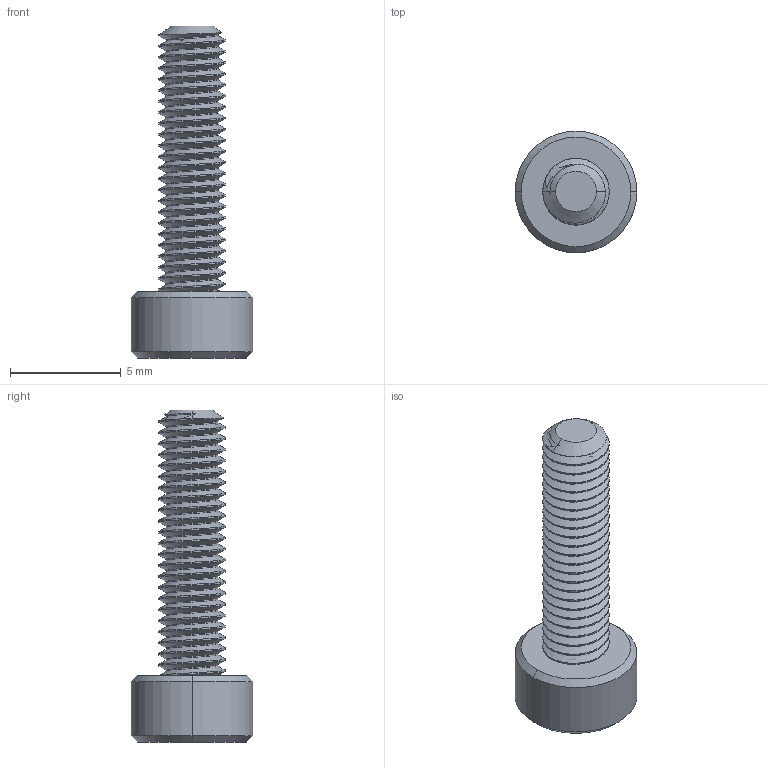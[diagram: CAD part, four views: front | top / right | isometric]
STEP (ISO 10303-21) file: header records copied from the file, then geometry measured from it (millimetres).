
FILE_DESCRIPTION (( 'STEP AP203' ), '1' );
FILE_NAME ('M3 x 0.5mm Thread 12mm LONG SOCKET HEAD CAP SCREW.STEP', '2017-05-07T01:56:01', ( '' ), ( '' ), 'SwSTEP 2.0', 'SolidWorks 2014', '' );
FILE_SCHEMA (( 'CONFIG_CONTROL_DESIGN' ));
Length unit declared in the file: millimetre
Products named in the file (1): M3 x 0.5mm Thread 12mm LONG SOCKET HEAD CAP SCREW
Bounding box: 5.5 x 5.5 x 15 mm (x, y, z)
Volume: 127.2 mm3; surface area: 282.2 mm2
Topology: 1 solids, 1 shells, 125 faces, 345 edges, 224 vertices
Faces by surface type: cylinder 99, cone 14, plane 10, bspline 2
Entity records: 6280 total; most frequent: CARTESIAN_POINT 3610, ORIENTED_EDGE 690, DIRECTION 411, EDGE_CURVE 345, VERTEX_POINT 224, AXIS2_PLACEMENT_3D 147, EDGE_LOOP 127, ADVANCED_FACE 125
